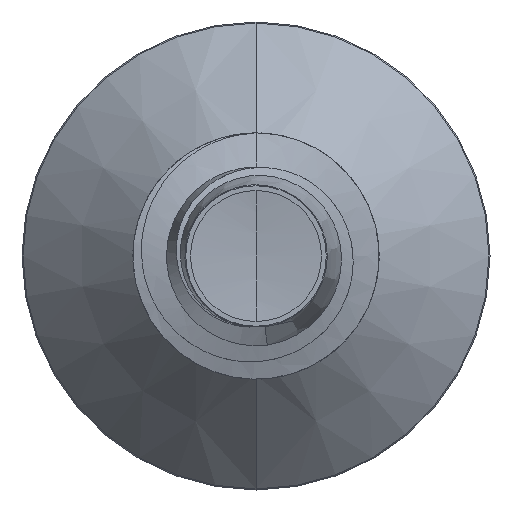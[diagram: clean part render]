
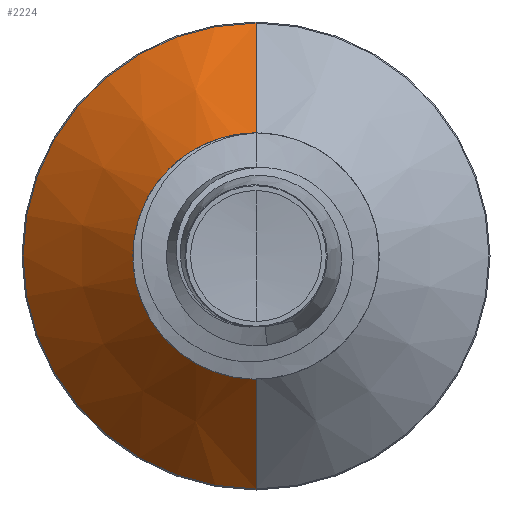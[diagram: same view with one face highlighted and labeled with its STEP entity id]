
A CAD part, front view. The second image highlights one B-rep face of the part: STEP entity #2224.
In plain terms, the highlighted conical face has half-angle 45 degrees and reference radius 0.97 mm.
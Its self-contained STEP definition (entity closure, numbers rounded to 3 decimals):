
#203 = CARTESIAN_POINT ( 'NONE',  ( 0., 2.72, 0.97 ) ) ;
#516 = AXIS2_PLACEMENT_3D ( 'NONE', #7973, #7971, #7953 ) ;
#535 = LINE ( 'NONE', #2285, #3631 ) ;
#568 = AXIS2_PLACEMENT_3D ( 'NONE', #2871, #2866, #2843 ) ;
#1046 = ORIENTED_EDGE ( 'NONE', *, *, #7049, .F. ) ;
#1161 = CIRCLE ( 'NONE', #516, 1.891 ) ;
#1515 = ORIENTED_EDGE ( 'NONE', *, *, #8374, .F. ) ;
#1832 = DIRECTION ( 'NONE',  ( 0., 0.707, 0.707 ) ) ;
#2224 = ADVANCED_FACE ( 'NONE', ( #8483 ), #9801, .T. ) ;
#2285 = CARTESIAN_POINT ( 'NONE',  ( 0., 2.72, 0.97 ) ) ;
#2524 = CARTESIAN_POINT ( 'NONE',  ( 0., 2.72, 0. ) ) ;
#2741 = VERTEX_POINT ( 'NONE', #3191 ) ;
#2843 = DIRECTION ( 'NONE',  ( 0., 0., 1. ) ) ;
#2866 = DIRECTION ( 'NONE',  ( 0., 1., 0. ) ) ;
#2871 = CARTESIAN_POINT ( 'NONE',  ( 0., 2.72, 0. ) ) ;
#3191 = CARTESIAN_POINT ( 'NONE',  ( 0., 2.72, -0.97 ) ) ;
#3267 = DIRECTION ( 'NONE',  ( 0., 0.707, -0.707 ) ) ;
#3272 = CARTESIAN_POINT ( 'NONE',  ( 0., 2.72, -0.97 ) ) ;
#3511 = DIRECTION ( 'NONE',  ( 0., 1., 0. ) ) ;
#3631 = VECTOR ( 'NONE', #1832, 1000. ) ;
#3944 = DIRECTION ( 'NONE',  ( 0., 0., 1. ) ) ;
#4332 = ORIENTED_EDGE ( 'NONE', *, *, #7730, .T. ) ;
#4577 = CARTESIAN_POINT ( 'NONE',  ( 0., 3.641, 1.891 ) ) ;
#4808 = VERTEX_POINT ( 'NONE', #5344 ) ;
#4940 = VECTOR ( 'NONE', #3267, 1000. ) ;
#5344 = CARTESIAN_POINT ( 'NONE',  ( 0., 3.641, -1.891 ) ) ;
#5404 = VERTEX_POINT ( 'NONE', #4577 ) ;
#6096 = AXIS2_PLACEMENT_3D ( 'NONE', #2524, #3511, #3944 ) ;
#7049 = EDGE_CURVE ( 'NONE', #2741, #4808, #10831, .T. ) ;
#7730 = EDGE_CURVE ( 'NONE', #2741, #9393, #11428, .T. ) ;
#7953 = DIRECTION ( 'NONE',  ( 0., 0., 1. ) ) ;
#7971 = DIRECTION ( 'NONE',  ( 0., 1., 0. ) ) ;
#7973 = CARTESIAN_POINT ( 'NONE',  ( 0., 3.641, 0. ) ) ;
#8095 = EDGE_CURVE ( 'NONE', #9393, #5404, #535, .T. ) ;
#8374 = EDGE_CURVE ( 'NONE', #4808, #5404, #1161, .T. ) ;
#8483 = FACE_OUTER_BOUND ( 'NONE', #11097, .T. ) ;
#9393 = VERTEX_POINT ( 'NONE', #203 ) ;
#9801 = CONICAL_SURFACE ( 'NONE', #6096, 0.97, 0.785 ) ;
#10690 = ORIENTED_EDGE ( 'NONE', *, *, #8095, .T. ) ;
#10831 = LINE ( 'NONE', #3272, #4940 ) ;
#11097 = EDGE_LOOP ( 'NONE', ( #1046, #4332, #10690, #1515 ) ) ;
#11428 = CIRCLE ( 'NONE', #568, 0.97 ) ;
